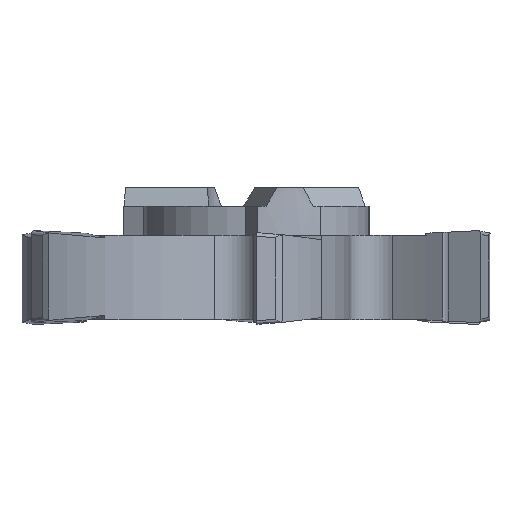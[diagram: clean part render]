
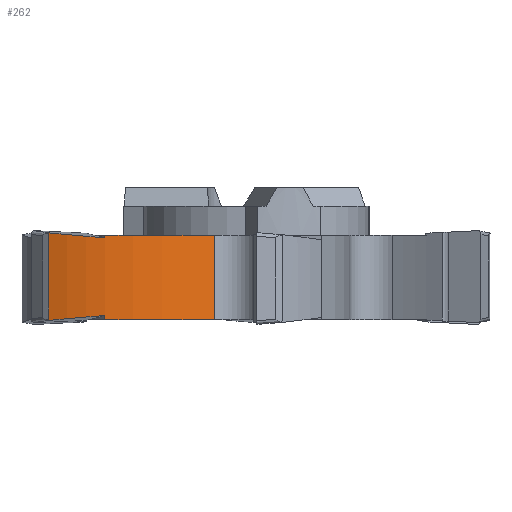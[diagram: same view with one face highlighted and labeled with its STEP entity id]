
A CAD part, left-side view. The second image highlights one B-rep face of the part: STEP entity #262.
In plain terms, the highlighted cylindrical face has radius 10 mm (diameter 20 mm), a partial arc.
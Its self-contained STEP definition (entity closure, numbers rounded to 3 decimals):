
#85=CYLINDRICAL_SURFACE('',#2679,10.);
#123=FACE_OUTER_BOUND('',#479,.T.);
#262=ADVANCED_FACE('',(#123),#85,.T.);
#479=EDGE_LOOP('',(#1022,#1023,#1024,#1025,#1026,#1027,#1028,#1029,#1030,
#1031));
#639=LINE('',#3667,#813);
#640=LINE('',#3680,#814);
#641=LINE('',#3684,#815);
#642=LINE('',#3685,#816);
#813=VECTOR('',#2955,1.);
#814=VECTOR('',#2956,1.);
#815=VECTOR('',#2959,1.);
#816=VECTOR('',#2960,1.);
#1022=ORIENTED_EDGE('',*,*,#2058,.F.);
#1023=ORIENTED_EDGE('',*,*,#2059,.T.);
#1024=ORIENTED_EDGE('',*,*,#2060,.F.);
#1025=ORIENTED_EDGE('',*,*,#2061,.F.);
#1026=ORIENTED_EDGE('',*,*,#2062,.T.);
#1027=ORIENTED_EDGE('',*,*,#2063,.T.);
#1028=ORIENTED_EDGE('',*,*,#2031,.T.);
#1029=ORIENTED_EDGE('',*,*,#2064,.F.);
#1030=ORIENTED_EDGE('',*,*,#2065,.F.);
#1031=ORIENTED_EDGE('',*,*,#2066,.F.);
#1776=VERTEX_POINT('',#3597);
#1777=VERTEX_POINT('',#3599);
#1802=VERTEX_POINT('',#3668);
#1803=VERTEX_POINT('',#3669);
#1804=VERTEX_POINT('',#3674);
#1805=VERTEX_POINT('',#3679);
#1806=VERTEX_POINT('',#3681);
#1807=VERTEX_POINT('',#3683);
#1808=VERTEX_POINT('',#3686);
#1809=VERTEX_POINT('',#3691);
#2031=EDGE_CURVE('',#1777,#1776,#2410,.T.);
#2058=EDGE_CURVE('',#1802,#1803,#639,.T.);
#2059=EDGE_CURVE('',#1802,#1804,#2507,.T.);
#2060=EDGE_CURVE('',#1805,#1804,#2508,.T.);
#2061=EDGE_CURVE('',#1806,#1805,#640,.T.);
#2062=EDGE_CURVE('',#1806,#1807,#2424,.T.);
#2063=EDGE_CURVE('',#1807,#1777,#641,.T.);
#2064=EDGE_CURVE('',#1808,#1776,#642,.T.);
#2065=EDGE_CURVE('',#1809,#1808,#2509,.T.);
#2066=EDGE_CURVE('',#1803,#1809,#2510,.T.);
#2410=CIRCLE('',#2662,10.);
#2424=CIRCLE('',#2678,10.);
#2507=B_SPLINE_CURVE_WITH_KNOTS('',3,(#3670,#3671,#3672,#3673),
 .UNSPECIFIED.,.F.,.F.,(4,4),(0.,1.),.UNSPECIFIED.);
#2508=B_SPLINE_CURVE_WITH_KNOTS('',3,(#3675,#3676,#3677,#3678),
 .UNSPECIFIED.,.F.,.F.,(4,4),(0.,1.),.UNSPECIFIED.);
#2509=B_SPLINE_CURVE_WITH_KNOTS('',3,(#3687,#3688,#3689,#3690),
 .UNSPECIFIED.,.F.,.F.,(4,4),(0.,1.),.UNSPECIFIED.);
#2510=B_SPLINE_CURVE_WITH_KNOTS('',3,(#3692,#3693,#3694,#3695),
 .UNSPECIFIED.,.F.,.F.,(4,4),(0.,1.),.UNSPECIFIED.);
#2662=AXIS2_PLACEMENT_3D('',#3598,#2914,#2915);
#2678=AXIS2_PLACEMENT_3D('',#3682,#2957,#2958);
#2679=AXIS2_PLACEMENT_3D('',#3696,#2961,#2962);
#2914=DIRECTION('',(0.,0.,-1.));
#2915=DIRECTION('',(1.,0.,0.));
#2955=DIRECTION('',(0.,0.,1.));
#2956=DIRECTION('',(0.,0.,1.));
#2957=DIRECTION('',(0.,0.,1.));
#2958=DIRECTION('',(-1.,0.,0.));
#2959=DIRECTION('',(0.,0.,1.));
#2960=DIRECTION('',(0.,0.,1.));
#2961=DIRECTION('',(0.,0.,1.));
#2962=DIRECTION('',(-1.,0.,0.));
#3597=CARTESIAN_POINT('',(-8.62,8.073,-1.55));
#3598=CARTESIAN_POINT('',(1.37,7.627,-1.55));
#3599=CARTESIAN_POINT('',(-7.038,2.214,-1.55));
#3667=CARTESIAN_POINT('',(-8.026,11.05,-6.083));
#3668=CARTESIAN_POINT('',(-8.026,11.05,-6.069));
#3669=CARTESIAN_POINT('',(-8.026,11.05,-1.431));
#3670=CARTESIAN_POINT('',(-8.026,11.05,-6.069));
#3671=CARTESIAN_POINT('',(-8.031,11.037,-6.073));
#3672=CARTESIAN_POINT('',(-8.035,11.024,-6.076));
#3673=CARTESIAN_POINT('',(-8.04,11.011,-6.079));
#3674=CARTESIAN_POINT('',(-8.04,11.011,-6.079));
#3675=CARTESIAN_POINT('',(-8.62,8.073,-5.822));
#3676=CARTESIAN_POINT('',(-8.575,9.081,-5.902));
#3677=CARTESIAN_POINT('',(-8.38,10.066,-5.989));
#3678=CARTESIAN_POINT('',(-8.04,11.011,-6.079));
#3679=CARTESIAN_POINT('',(-8.62,8.073,-5.822));
#3680=CARTESIAN_POINT('',(-8.62,8.073,-6.4));
#3681=CARTESIAN_POINT('',(-8.62,8.073,-6.05));
#3682=CARTESIAN_POINT('',(1.37,7.627,-6.05));
#3683=CARTESIAN_POINT('',(-7.038,2.214,-6.05));
#3684=CARTESIAN_POINT('',(-7.038,2.214,-6.4));
#3685=CARTESIAN_POINT('',(-8.62,8.073,-6.4));
#3686=CARTESIAN_POINT('',(-8.62,8.073,-1.679));
#3687=CARTESIAN_POINT('',(-8.039,11.012,-1.421));
#3688=CARTESIAN_POINT('',(-8.379,10.067,-1.511));
#3689=CARTESIAN_POINT('',(-8.575,9.081,-1.598));
#3690=CARTESIAN_POINT('',(-8.62,8.073,-1.679));
#3691=CARTESIAN_POINT('',(-8.039,11.012,-1.421));
#3692=CARTESIAN_POINT('',(-8.026,11.05,-1.431));
#3693=CARTESIAN_POINT('',(-8.03,11.037,-1.427));
#3694=CARTESIAN_POINT('',(-8.035,11.025,-1.424));
#3695=CARTESIAN_POINT('',(-8.039,11.012,-1.421));
#3696=CARTESIAN_POINT('',(1.37,7.627,-6.4));
